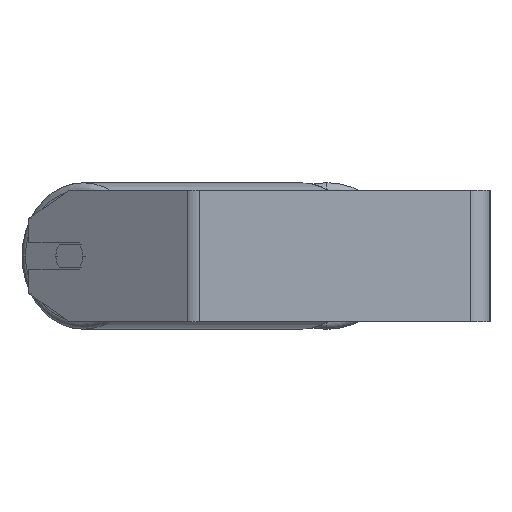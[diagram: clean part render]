
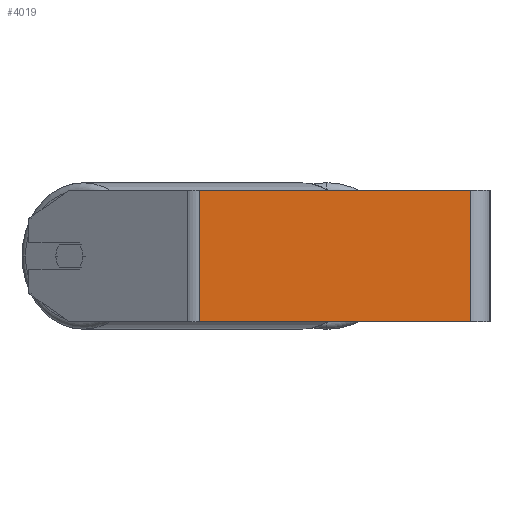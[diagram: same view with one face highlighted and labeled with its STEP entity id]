
A CAD part, left-side view. The second image highlights one B-rep face of the part: STEP entity #4019.
In plain terms, the highlighted planar face has unit normal (-1, 0, 0).
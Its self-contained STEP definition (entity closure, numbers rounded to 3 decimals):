
#549 = VECTOR ( 'NONE', #7928, 1000. ) ;
#670 = ORIENTED_EDGE ( 'NONE', *, *, #3721, .T. ) ;
#1126 = CARTESIAN_POINT ( 'NONE',  ( -415., 12., -40. ) ) ;
#1405 = CARTESIAN_POINT ( 'NONE',  ( -415., 180.304, 40. ) ) ;
#1406 = EDGE_CURVE ( 'NONE', #3764, #4993, #2688, .T. ) ;
#1560 = ORIENTED_EDGE ( 'NONE', *, *, #4325, .F. ) ;
#1805 = ORIENTED_EDGE ( 'NONE', *, *, #1406, .T. ) ;
#1823 = LINE ( 'NONE', #8591, #549 ) ;
#2035 = PLANE ( 'NONE',  #8319 ) ;
#2094 = VECTOR ( 'NONE', #8039, 1000. ) ;
#2265 = CARTESIAN_POINT ( 'NONE',  ( -415., 12., 40. ) ) ;
#2617 = EDGE_CURVE ( 'NONE', #6218, #4993, #1823, .T. ) ;
#2688 = LINE ( 'NONE', #5385, #4905 ) ;
#2942 = LINE ( 'NONE', #4936, #4922 ) ;
#3436 = LINE ( 'NONE', #1405, #2094 ) ;
#3721 = EDGE_CURVE ( 'NONE', #4371, #3764, #2942, .T. ) ;
#3764 = VERTEX_POINT ( 'NONE', #5843 ) ;
#4019 = ADVANCED_FACE ( 'NONE', ( #6114 ), #2035, .F. ) ;
#4325 = EDGE_CURVE ( 'NONE', #4371, #6218, #3436, .T. ) ;
#4371 = VERTEX_POINT ( 'NONE', #4715 ) ;
#4715 = CARTESIAN_POINT ( 'NONE',  ( -415., 176.52, 40. ) ) ;
#4735 = DIRECTION ( 'NONE',  ( 0., 0., -1. ) ) ;
#4842 = DIRECTION ( 'NONE',  ( 0., 0., -1. ) ) ;
#4905 = VECTOR ( 'NONE', #8085, 1000. ) ;
#4922 = VECTOR ( 'NONE', #4842, 1000. ) ;
#4936 = CARTESIAN_POINT ( 'NONE',  ( -415., 176.52, 40. ) ) ;
#4993 = VERTEX_POINT ( 'NONE', #1126 ) ;
#5385 = CARTESIAN_POINT ( 'NONE',  ( -415., 180.304, -40. ) ) ;
#5843 = CARTESIAN_POINT ( 'NONE',  ( -415., 176.52, -40. ) ) ;
#6114 = FACE_OUTER_BOUND ( 'NONE', #6746, .T. ) ;
#6218 = VERTEX_POINT ( 'NONE', #2265 ) ;
#6746 = EDGE_LOOP ( 'NONE', ( #1805, #7482, #1560, #670 ) ) ;
#6859 = CARTESIAN_POINT ( 'NONE',  ( -415., 180.304, 40. ) ) ;
#7430 = DIRECTION ( 'NONE',  ( 1., 0., 0. ) ) ;
#7482 = ORIENTED_EDGE ( 'NONE', *, *, #2617, .F. ) ;
#7928 = DIRECTION ( 'NONE',  ( 0., 0., -1. ) ) ;
#8039 = DIRECTION ( 'NONE',  ( 0., -1., 0. ) ) ;
#8085 = DIRECTION ( 'NONE',  ( 0., -1., 0. ) ) ;
#8319 = AXIS2_PLACEMENT_3D ( 'NONE', #6859, #7430, #4735 ) ;
#8591 = CARTESIAN_POINT ( 'NONE',  ( -415., 12., 40. ) ) ;
